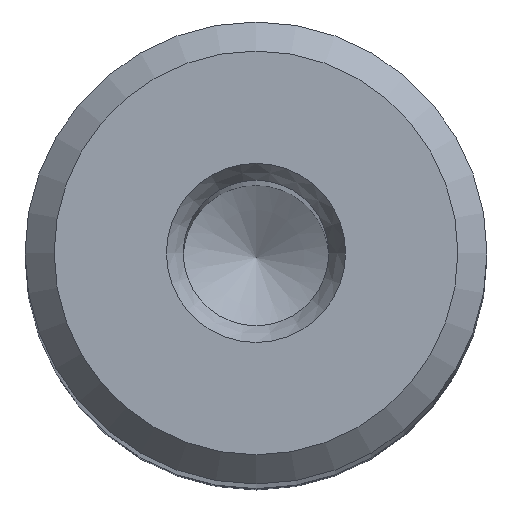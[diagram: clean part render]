
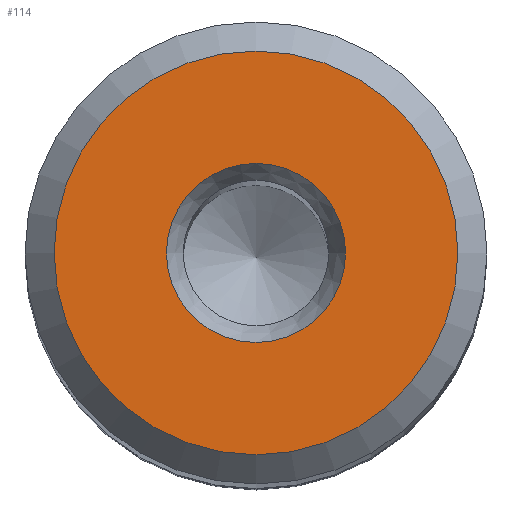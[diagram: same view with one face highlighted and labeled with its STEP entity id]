
A CAD part, top view. The second image highlights one B-rep face of the part: STEP entity #114.
In plain terms, the highlighted planar face has unit normal (0, 0, 1).
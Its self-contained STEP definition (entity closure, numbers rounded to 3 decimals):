
#35=PLANE('',#593);
#114=ADVANCED_FACE('',(#247,#248),#35,.T.);
#247=FACE_BOUND('',#327,.T.);
#248=FACE_BOUND('',#328,.T.);
#327=EDGE_LOOP('',(#407));
#328=EDGE_LOOP('',(#408));
#407=ORIENTED_EDGE('',*,*,#492,.T.);
#408=ORIENTED_EDGE('',*,*,#493,.T.);
#452=VERTEX_POINT('',#1041);
#453=VERTEX_POINT('',#1044);
#492=EDGE_CURVE('',#452,#452,#532,.T.);
#493=EDGE_CURVE('',#453,#453,#533,.T.);
#532=CIRCLE('',#590,3.077);
#533=CIRCLE('',#592,6.938);
#590=AXIS2_PLACEMENT_3D('',#1040,#726,#727);
#592=AXIS2_PLACEMENT_3D('',#1043,#730,#731);
#593=AXIS2_PLACEMENT_3D('',#1045,#732,#733);
#726=DIRECTION('',(0.,0.,-1.));
#727=DIRECTION('',(1.,0.,0.));
#730=DIRECTION('',(0.,0.,1.));
#731=DIRECTION('',(1.,0.,0.));
#732=DIRECTION('',(0.,0.,1.));
#733=DIRECTION('',(1.,0.,0.));
#1040=CARTESIAN_POINT('',(0.,0.,0.));
#1041=CARTESIAN_POINT('',(3.077,0.,0.));
#1043=CARTESIAN_POINT('',(0.,0.,0.));
#1044=CARTESIAN_POINT('',(6.938,0.,0.));
#1045=CARTESIAN_POINT('',(0.,0.,0.));
